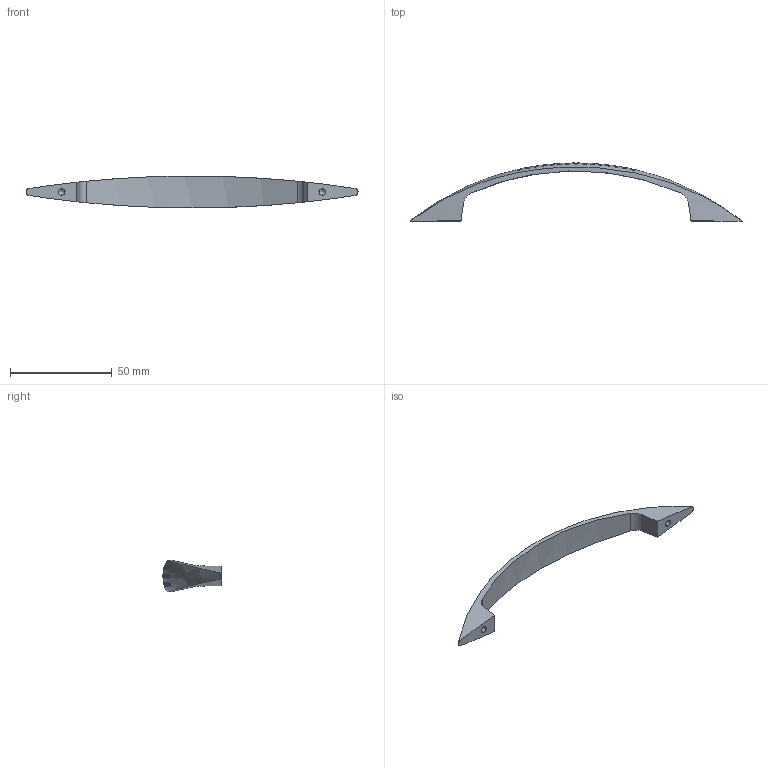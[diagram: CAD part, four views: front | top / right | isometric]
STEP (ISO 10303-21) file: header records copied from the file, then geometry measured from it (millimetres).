
FILE_DESCRIPTION (( 'STEP AP214' ), '1' );
FILE_NAME ('F002112,F002114,F002116,F002118,F002120_3D.step', '2022-07-07T08:08:15', ( '' ), ( '' ), 'SwSTEP 2.0', 'SolidWorks 2020', '' );
FILE_SCHEMA (( 'AUTOMOTIVE_DESIGN' ));
Length unit declared in the file: millimetre
Products named in the file (1): F002112,F002114,F002116,F002118,F002120_3D
Bounding box: 163 x 28.5 x 15.7 mm (x, y, z)
Volume: 8523.3 mm3; surface area: 5869.8 mm2
Topology: 1 solids, 1 shells, 158 faces, 329 edges, 216 vertices
Faces by surface type: bspline 88, torus 45, cylinder 16, plane 5, cone 4
Entity records: 12683 total; most frequent: CARTESIAN_POINT 10054, ORIENTED_EDGE 650, EDGE_CURVE 325, B_SPLINE_CURVE_WITH_KNOTS 282, VERTEX_POINT 216, EDGE_LOOP 205, DIRECTION 199, FACE_OUTER_BOUND 158
